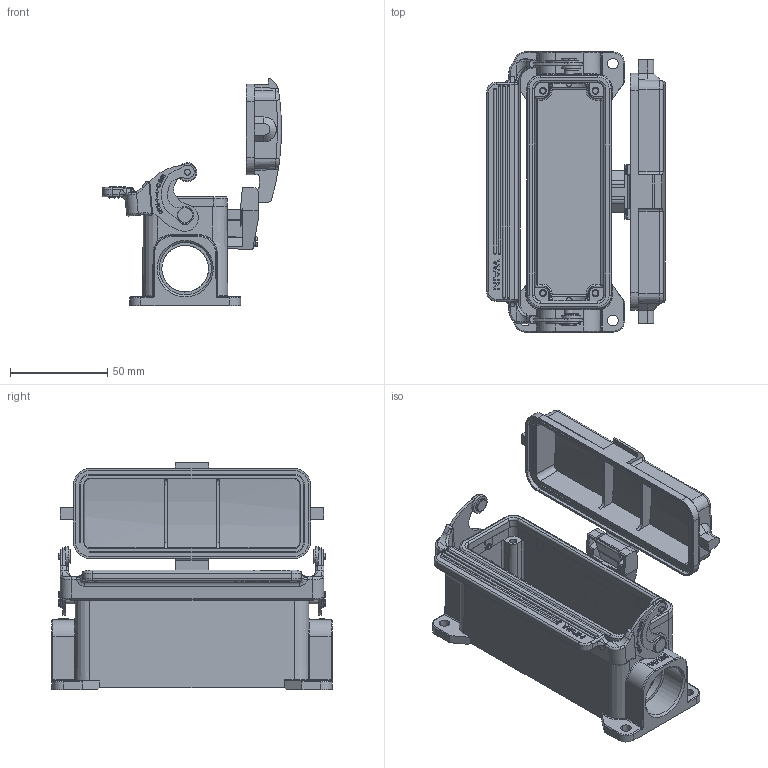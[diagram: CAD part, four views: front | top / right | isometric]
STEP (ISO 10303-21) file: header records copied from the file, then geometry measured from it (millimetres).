
FILE_DESCRIPTION(/* description */ (''),/* implementation_level */ '2;1');
FILE_NAME(/* name */ '3D_1240242611031_HV24B-SF-1L_SC-CV-2PG21_V1.1.stp',/* time_stamp */ '2024-01-12T06:44:12+08:00',/* author */ (''),/* organization */ (''),/* preprocessor_version */ 'ST-DEVELOPER v18.1',/* originating_system */ 'SIEMENS PLM Software NX 1980',/* authorisation */ '');
FILE_SCHEMA (('AUTOMOTIVE_DESIGN { 1 0 10303 214 3 1 1 1 }'));
Products named in the file (1): 145919DCBBD54cdm
Bounding box: 91.97 x 144 x 116.82 mm (x, y, z)
Volume: 150618.6 mm3; surface area: 108713 mm2
Topology: 19 solids, 28 shells, 1875 faces, 5106 edges, 3356 vertices
Faces by surface type: cylinder 832, plane 799, torus 94, cone 54, bspline 39, extrusion 35, sphere 22
Full cylindrical faces by diameter (mm): 1.9 x2, 3 x4, 4 x2, 4.9 x2, 8 x2, 24 x2, 26.9 x2
Entity records: 70197 total; most frequent: CARTESIAN_POINT 24538, ORIENTED_EDGE 10045, DIRECTION 8161, EDGE_CURVE 5047, VERTEX_POINT 3344, AXIS2_PLACEMENT_3D 2845, VECTOR 2471, LINE 2436
